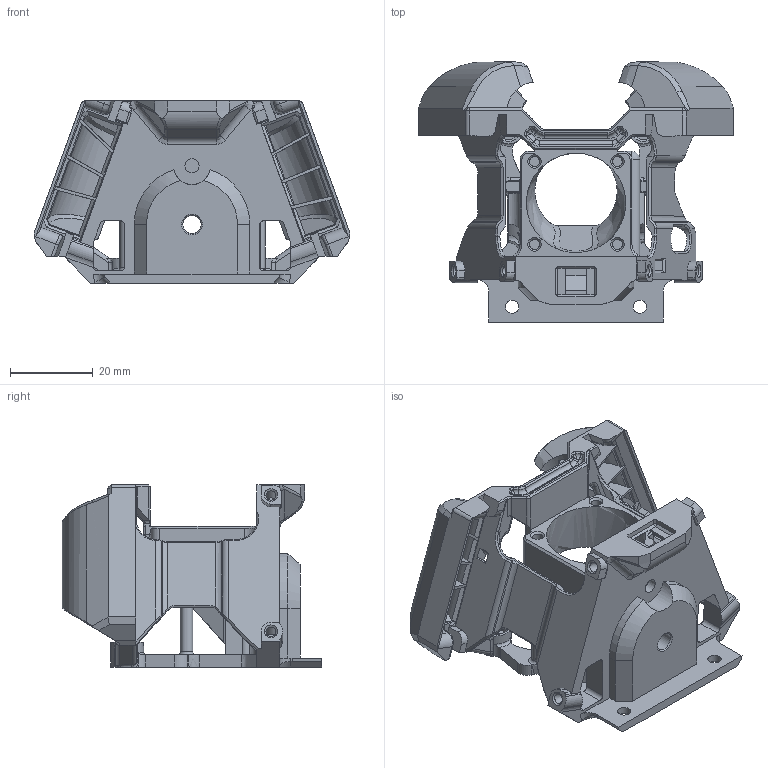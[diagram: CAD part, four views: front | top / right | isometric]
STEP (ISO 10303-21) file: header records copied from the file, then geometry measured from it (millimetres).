
FILE_DESCRIPTION(('FreeCAD Model'),'2;1');
FILE_NAME('Open CASCADE Shape Model','2024-12-01T06:25:36',(''),(''), 'Open CASCADE STEP processor 7.8','FreeCAD','Unknown');
FILE_SCHEMA(('AUTOMOTIVE_DESIGN { 1 0 10303 214 1 1 1 1 }'));
Length unit declared in the file: millimetre
Products named in the file (1): Xol_HE_Mount-BambuLab_Fan
Bounding box: 76.16 x 62.75 x 44 mm (x, y, z)
Volume: 31814.5 mm3; surface area: 24753.5 mm2
Topology: 1 solids, 2 shells, 1248 faces, 3475 edges, 2176 vertices
Faces by surface type: plane 563, cylinder 387, bspline 158, cone 66, torus 54, sphere 12, revolution 8
Full cylindrical faces by diameter (mm): 1.85 x1, 2.4 x8, 3.2 x2, 3.4 x10, 4.4 x1, 5.9 x2
Entity records: 44580 total; most frequent: CARTESIAN_POINT 13653, ORIENTED_EDGE 6906, DIRECTION 6000, EDGE_CURVE 3453, VERTEX_POINT 2176, AXIS2_PLACEMENT_3D 2056, LINE 1880, VECTOR 1880
